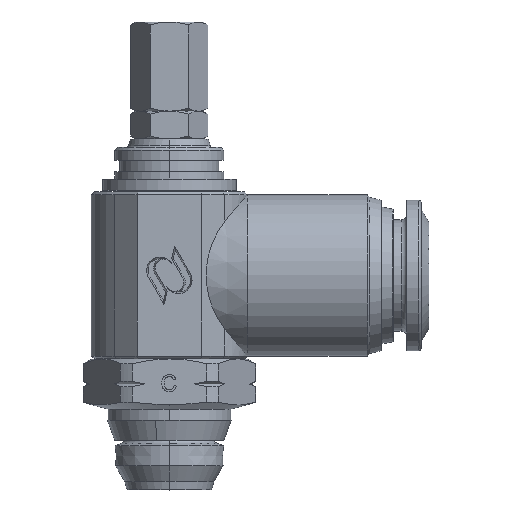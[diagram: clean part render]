
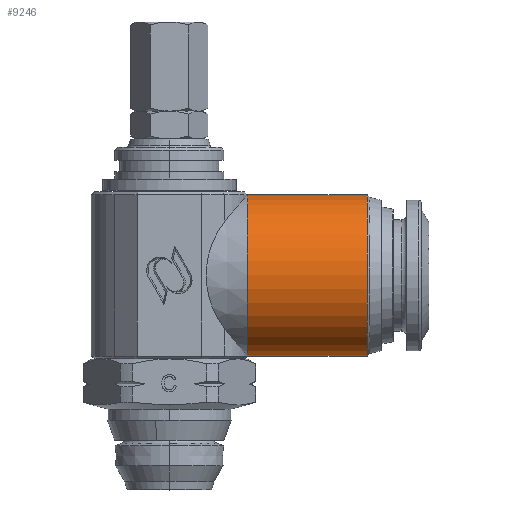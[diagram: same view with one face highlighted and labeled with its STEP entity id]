
A CAD part, top view. The second image highlights one B-rep face of the part: STEP entity #9246.
In plain terms, the highlighted cylindrical face has radius 7.25 mm (diameter 14.5 mm), a partial arc.
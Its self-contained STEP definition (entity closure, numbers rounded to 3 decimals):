
#238 = CARTESIAN_POINT ( 'NONE',  ( 7.001, 26.5, 0. ) ) ;
#245 = CARTESIAN_POINT ( 'NONE',  ( 17.768, 12., 0. ) ) ;
#246 = CARTESIAN_POINT ( 'NONE',  ( 17.768, 26.5, 0. ) ) ;
#249 = CARTESIAN_POINT ( 'NONE',  ( 7.001, 12., 0. ) ) ;
#626 = AXIS2_PLACEMENT_3D ( 'NONE', #8060, #8061, #8059 ) ;
#3578 = EDGE_CURVE ( 'NONE', #5784, #5795, #9456, .T. ) ;
#3581 = EDGE_CURVE ( 'NONE', #5795, #5791, #9463, .T. ) ;
#3583 = EDGE_CURVE ( 'NONE', #5784, #5792, #9460, .T. ) ;
#4237 = EDGE_CURVE ( 'NONE', #5791, #5792, #4839, .T. ) ;
#4839 = CIRCLE ( 'NONE', #10717, 7.25 ) ;
#5131 = ORIENTED_EDGE ( 'NONE', *, *, #3578, .T. ) ;
#5132 = ORIENTED_EDGE ( 'NONE', *, *, #3581, .T. ) ;
#5133 = ORIENTED_EDGE ( 'NONE', *, *, #4237, .T. ) ;
#5134 = ORIENTED_EDGE ( 'NONE', *, *, #3583, .F. ) ;
#5784 = VERTEX_POINT ( 'NONE', #238 ) ;
#5791 = VERTEX_POINT ( 'NONE', #245 ) ;
#5792 = VERTEX_POINT ( 'NONE', #246 ) ;
#5795 = VERTEX_POINT ( 'NONE', #249 ) ;
#7171 = EDGE_LOOP ( 'NONE', ( #5131, #5132, #5133, #5134 ) ) ;
#7346 = CYLINDRICAL_SURFACE ( 'NONE', #626, 7.25 ) ;
#7347 = FACE_OUTER_BOUND ( 'NONE', #7171, .T. ) ;
#8059 = DIRECTION ( 'NONE',  ( 0., 1., 0. ) ) ;
#8060 = CARTESIAN_POINT ( 'NONE',  ( 24.501, 19.25, 0. ) ) ;
#8061 = DIRECTION ( 'NONE',  ( 1., 0., 0. ) ) ;
#8509 = CARTESIAN_POINT ( 'NONE',  ( 24.501, 12., 0. ) ) ;
#8510 = DIRECTION ( 'NONE',  ( 1., 0., 0. ) ) ;
#8512 = CARTESIAN_POINT ( 'NONE',  ( 7.001, 19.25, 0. ) ) ;
#8513 = DIRECTION ( 'NONE',  ( 1., 0., 0. ) ) ;
#8514 = DIRECTION ( 'NONE',  ( 0., 1., 0. ) ) ;
#8515 = CARTESIAN_POINT ( 'NONE',  ( 24.501, 26.5, 0. ) ) ;
#8521 = DIRECTION ( 'NONE',  ( 1., 0., 0. ) ) ;
#9246 = ADVANCED_FACE ( 'NONE', ( #7347 ), #7346, .T. ) ;
#9456 = CIRCLE ( 'NONE', #10678, 7.25 ) ;
#9460 = LINE ( 'NONE', #8515, #9469 ) ;
#9463 = LINE ( 'NONE', #8509, #9465 ) ;
#9465 = VECTOR ( 'NONE', #8510, 1000. ) ;
#9469 = VECTOR ( 'NONE', #8521, 1000. ) ;
#9923 = CARTESIAN_POINT ( 'NONE',  ( 17.768, 19.25, 0. ) ) ;
#9924 = DIRECTION ( 'NONE',  ( -1., 0., 0. ) ) ;
#9925 = DIRECTION ( 'NONE',  ( 0., -1., 0. ) ) ;
#10678 = AXIS2_PLACEMENT_3D ( 'NONE', #8512, #8513, #8514 ) ;
#10717 = AXIS2_PLACEMENT_3D ( 'NONE', #9923, #9924, #9925 ) ;
